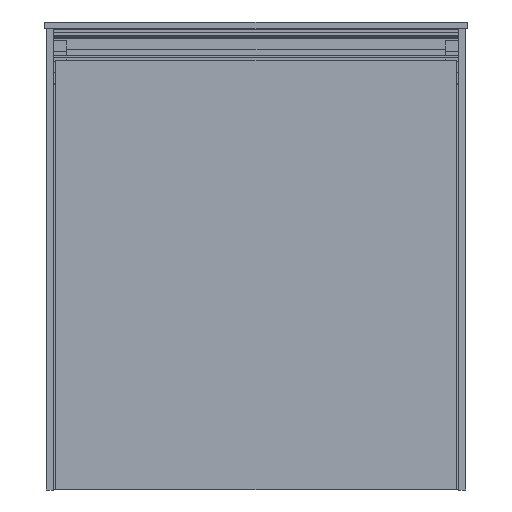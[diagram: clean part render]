
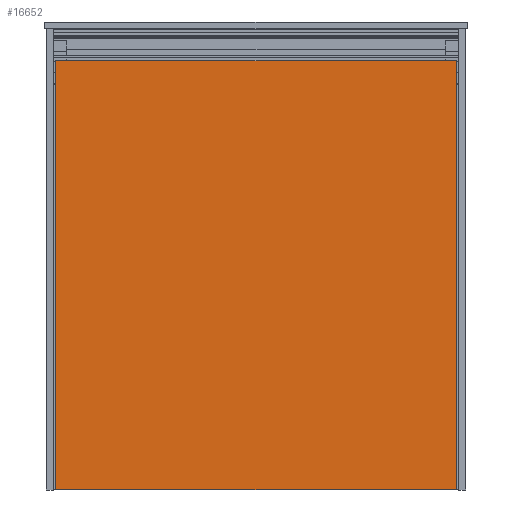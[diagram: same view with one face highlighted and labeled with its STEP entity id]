
A CAD part, front view. The second image highlights one B-rep face of the part: STEP entity #16652.
In plain terms, the highlighted planar face has unit normal (0, -1, 0).
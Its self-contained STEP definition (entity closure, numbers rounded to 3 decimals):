
#2101=FACE_OUTER_BOUND('',#3035,.T.);
#3035=EDGE_LOOP('',(#14529,#14530,#14531,#14532));
#4634=LINE('',#29028,#6350);
#4638=LINE('',#29036,#6354);
#4641=LINE('',#29042,#6357);
#4644=LINE('',#29047,#6360);
#6350=VECTOR('',#22587,1.);
#6354=VECTOR('',#22593,1.);
#6357=VECTOR('',#22598,1.);
#6360=VECTOR('',#22603,1.);
#7933=VERTEX_POINT('',#29026);
#7934=VERTEX_POINT('',#29027);
#7937=VERTEX_POINT('',#29035);
#7939=VERTEX_POINT('',#29041);
#10175=EDGE_CURVE('',#7933,#7934,#4634,.T.);
#10179=EDGE_CURVE('',#7937,#7933,#4638,.T.);
#10182=EDGE_CURVE('',#7939,#7937,#4641,.T.);
#10185=EDGE_CURVE('',#7934,#7939,#4644,.T.);
#14529=ORIENTED_EDGE('',*,*,#10185,.F.);
#14530=ORIENTED_EDGE('',*,*,#10175,.F.);
#14531=ORIENTED_EDGE('',*,*,#10179,.F.);
#14532=ORIENTED_EDGE('',*,*,#10182,.F.);
#15819=PLANE('',#18487);
#16652=ADVANCED_FACE('',(#2101),#15819,.F.);
#18487=AXIS2_PLACEMENT_3D('',#29050,#22607,#22608);
#22587=DIRECTION('',(0.,0.,-1.));
#22593=DIRECTION('',(1.,0.,0.));
#22598=DIRECTION('',(0.,0.,1.));
#22603=DIRECTION('',(-1.,0.,0.));
#22607=DIRECTION('center_axis',(0.,1.,0.));
#22608=DIRECTION('ref_axis',(1.,0.,0.));
#29026=CARTESIAN_POINT('',(485.,-378.,508.));
#29027=CARTESIAN_POINT('',(485.,-378.,0.));
#29028=CARTESIAN_POINT('',(485.,-378.,508.));
#29035=CARTESIAN_POINT('',(11.,-378.,508.));
#29036=CARTESIAN_POINT('',(11.,-378.,508.));
#29041=CARTESIAN_POINT('',(11.,-378.,0.));
#29042=CARTESIAN_POINT('',(11.,-378.,0.));
#29047=CARTESIAN_POINT('',(485.,-378.,0.));
#29050=CARTESIAN_POINT('Origin',(248.,-378.,254.));
